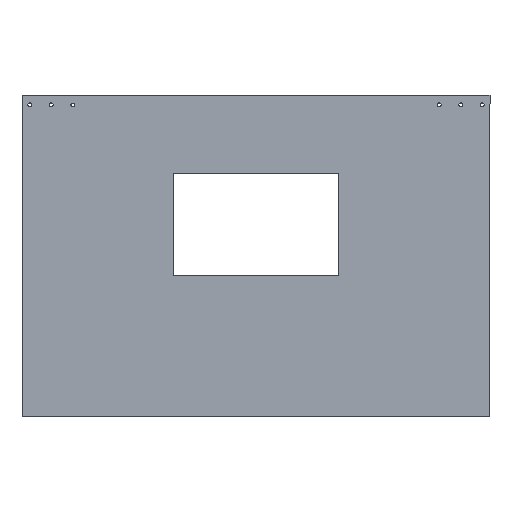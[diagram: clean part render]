
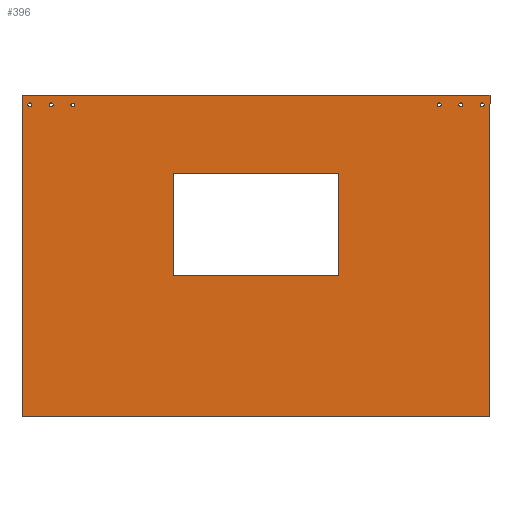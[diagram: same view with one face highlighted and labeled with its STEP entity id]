
A CAD part, top view. The second image highlights one B-rep face of the part: STEP entity #396.
In plain terms, the highlighted planar face has unit normal (0, 0, 1).
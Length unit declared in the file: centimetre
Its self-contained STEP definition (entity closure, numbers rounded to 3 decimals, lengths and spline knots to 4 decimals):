
#104=VECTOR('',#463,1.);
#108=VECTOR('',#468,1.);
#111=VECTOR('',#472,1.);
#114=VECTOR('',#476,1.);
#116=VECTOR('',#479,1.);
#120=VECTOR('',#484,1.);
#123=VECTOR('',#488,1.);
#126=VECTOR('',#492,1.);
#128=LINE('',#527,#104);
#132=LINE('',#536,#108);
#135=LINE('',#542,#111);
#138=LINE('',#548,#114);
#140=LINE('',#551,#116);
#144=LINE('',#560,#120);
#147=LINE('',#566,#123);
#150=LINE('',#572,#126);
#160=PLANE('',#424);
#162=VERTEX_POINT('',#498);
#164=VERTEX_POINT('',#503);
#166=VERTEX_POINT('',#508);
#168=VERTEX_POINT('',#513);
#170=VERTEX_POINT('',#518);
#172=VERTEX_POINT('',#523);
#174=VERTEX_POINT('',#528);
#175=VERTEX_POINT('',#529);
#178=VERTEX_POINT('',#537);
#180=VERTEX_POINT('',#543);
#182=VERTEX_POINT('',#552);
#183=VERTEX_POINT('',#553);
#186=VERTEX_POINT('',#561);
#188=VERTEX_POINT('',#567);
#190=CIRCLE('',#399,0.2);
#192=CIRCLE('',#402,0.2);
#194=CIRCLE('',#405,0.2);
#196=CIRCLE('',#408,0.2);
#198=CIRCLE('',#411,0.2);
#200=CIRCLE('',#414,0.2);
#202=EDGE_CURVE('',#162,#162,#190,.T.);
#204=EDGE_CURVE('',#164,#164,#192,.T.);
#206=EDGE_CURVE('',#166,#166,#194,.T.);
#208=EDGE_CURVE('',#168,#168,#196,.T.);
#210=EDGE_CURVE('',#170,#170,#198,.T.);
#212=EDGE_CURVE('',#172,#172,#200,.T.);
#214=EDGE_CURVE('',#174,#175,#128,.T.);
#218=EDGE_CURVE('',#175,#178,#132,.T.);
#221=EDGE_CURVE('',#178,#180,#135,.T.);
#224=EDGE_CURVE('',#180,#174,#138,.T.);
#226=EDGE_CURVE('',#182,#183,#140,.T.);
#230=EDGE_CURVE('',#183,#186,#144,.T.);
#233=EDGE_CURVE('',#186,#188,#147,.T.);
#236=EDGE_CURVE('',#188,#182,#150,.T.);
#282=ORIENTED_EDGE('',*,*,#202,.T.);
#283=ORIENTED_EDGE('',*,*,#204,.T.);
#284=ORIENTED_EDGE('',*,*,#206,.T.);
#285=ORIENTED_EDGE('',*,*,#208,.T.);
#286=ORIENTED_EDGE('',*,*,#210,.T.);
#287=ORIENTED_EDGE('',*,*,#212,.T.);
#288=ORIENTED_EDGE('',*,*,#226,.F.);
#289=ORIENTED_EDGE('',*,*,#236,.F.);
#290=ORIENTED_EDGE('',*,*,#233,.F.);
#291=ORIENTED_EDGE('',*,*,#230,.F.);
#292=ORIENTED_EDGE('',*,*,#214,.F.);
#293=ORIENTED_EDGE('',*,*,#224,.F.);
#294=ORIENTED_EDGE('',*,*,#221,.F.);
#295=ORIENTED_EDGE('',*,*,#218,.F.);
#330=EDGE_LOOP('',(#282));
#331=EDGE_LOOP('',(#283));
#332=EDGE_LOOP('',(#284));
#333=EDGE_LOOP('',(#285));
#334=EDGE_LOOP('',(#286));
#335=EDGE_LOOP('',(#287));
#336=EDGE_LOOP('',(#288,#289,#290,#291));
#337=EDGE_LOOP('',(#292,#293,#294,#295));
#366=FACE_BOUND('',#330,.T.);
#367=FACE_BOUND('',#331,.T.);
#368=FACE_BOUND('',#332,.T.);
#369=FACE_BOUND('',#333,.T.);
#370=FACE_BOUND('',#334,.T.);
#371=FACE_BOUND('',#335,.T.);
#372=FACE_BOUND('',#336,.T.);
#373=FACE_BOUND('',#337,.T.);
#396=ADVANCED_FACE('',(#366,#367,#368,#369,#370,#371,#372,#373),#160,.T.);
#399=AXIS2_PLACEMENT_3D('',#497,#428,#429);
#402=AXIS2_PLACEMENT_3D('',#502,#434,#435);
#405=AXIS2_PLACEMENT_3D('',#507,#440,#441);
#408=AXIS2_PLACEMENT_3D('',#512,#446,#447);
#411=AXIS2_PLACEMENT_3D('',#517,#452,#453);
#414=AXIS2_PLACEMENT_3D('',#522,#458,#459);
#424=AXIS2_PLACEMENT_3D('',#574,#494,$);
#428=DIRECTION('',(0.,0.,-1.));
#429=DIRECTION('',(0.2,0.,0.));
#434=DIRECTION('',(0.,0.,-1.));
#435=DIRECTION('',(0.2,0.,0.));
#440=DIRECTION('',(0.,0.,-1.));
#441=DIRECTION('',(0.2,0.,0.));
#446=DIRECTION('',(0.,0.,-1.));
#447=DIRECTION('',(0.2,0.,0.));
#452=DIRECTION('',(0.,0.,-1.));
#453=DIRECTION('',(0.2,0.,0.));
#458=DIRECTION('',(0.,0.,-1.));
#459=DIRECTION('',(0.2,0.,0.));
#463=DIRECTION('',(0.,1.,0.));
#468=DIRECTION('',(1.,0.,0.));
#472=DIRECTION('',(0.,-1.,0.));
#476=DIRECTION('',(-1.,0.,0.));
#479=DIRECTION('',(1.,0.,0.));
#484=DIRECTION('',(0.,1.,0.));
#488=DIRECTION('',(-1.,0.,0.));
#492=DIRECTION('',(0.,-1.,0.));
#494=DIRECTION('',(0.,0.,1.));
#497=CARTESIAN_POINT('',(42.8,32.,0.2));
#498=CARTESIAN_POINT('',(42.6,32.,0.2));
#502=CARTESIAN_POINT('',(47.2,32.,0.2));
#503=CARTESIAN_POINT('',(47.,32.,0.2));
#507=CARTESIAN_POINT('',(0.8,32.,0.2));
#508=CARTESIAN_POINT('',(0.6,32.,0.2));
#512=CARTESIAN_POINT('',(5.2,31.989,0.2));
#513=CARTESIAN_POINT('',(5.,31.989,0.2));
#517=CARTESIAN_POINT('',(45.,32.,0.2));
#518=CARTESIAN_POINT('',(44.8,32.,0.2));
#522=CARTESIAN_POINT('',(3.,32.,0.2));
#523=CARTESIAN_POINT('',(2.8,32.,0.2));
#527=CARTESIAN_POINT('',(0.,33.,0.2));
#528=CARTESIAN_POINT('',(0.,0.,0.2));
#529=CARTESIAN_POINT('',(0.,33.,0.2));
#536=CARTESIAN_POINT('',(48.,33.,0.2));
#537=CARTESIAN_POINT('',(48.,33.,0.2));
#542=CARTESIAN_POINT('',(48.,0.,0.2));
#543=CARTESIAN_POINT('',(48.,0.,0.2));
#548=CARTESIAN_POINT('',(0.,0.,0.2));
#551=CARTESIAN_POINT('',(15.5,14.5,0.2));
#552=CARTESIAN_POINT('',(15.5,14.5,0.2));
#553=CARTESIAN_POINT('',(32.5,14.5,0.2));
#560=CARTESIAN_POINT('',(32.5,14.5,0.2));
#561=CARTESIAN_POINT('',(32.5,25.,0.2));
#566=CARTESIAN_POINT('',(32.5,25.,0.2));
#567=CARTESIAN_POINT('',(15.5,25.,0.2));
#572=CARTESIAN_POINT('',(15.5,25.,0.2));
#574=CARTESIAN_POINT('',(24.,16.5,0.2));
